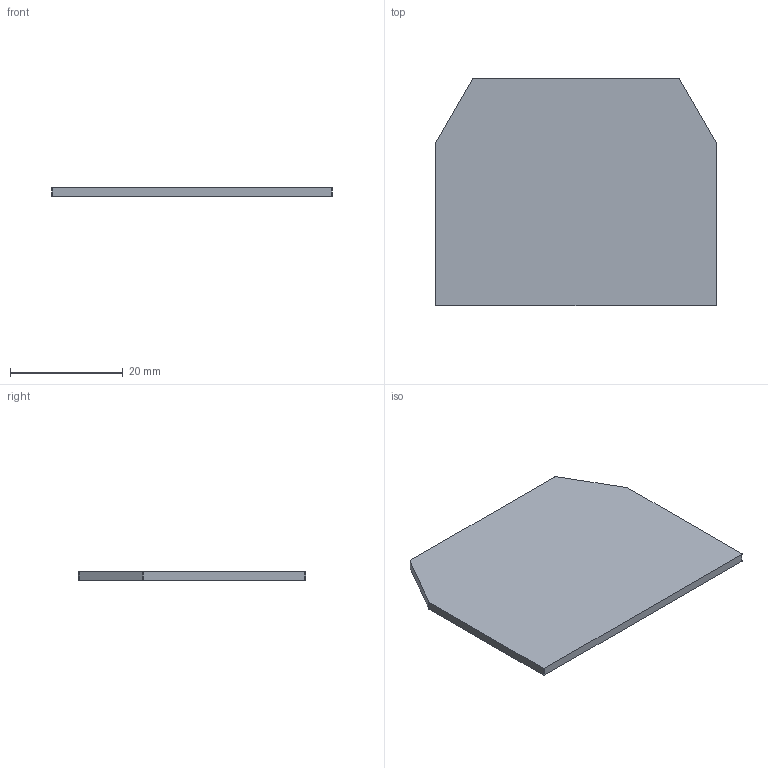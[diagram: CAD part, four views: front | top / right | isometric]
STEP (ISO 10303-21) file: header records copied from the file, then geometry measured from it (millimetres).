
FILE_DESCRIPTION (( 'STEP AP214' ), '1' );
FILE_NAME ('444163_NPP-AVK 16_Yellow.STP', '2013-11-14T13:00:40', ( 'arge' ), ( 'Microsoft' ), 'SwSTEP 2.0', 'SolidWorks 2013', '' );
FILE_SCHEMA (( 'AUTOMOTIVE_DESIGN' ));
Length unit declared in the file: millimetre
Products named in the file (1): 444163_NPP-AVK 16_Yellow
Bounding box: 49.8 x 40.3 x 1.5 mm (x, y, z)
Volume: 2896.2 mm3; surface area: 4116.9 mm2
Topology: 1 solids, 1 shells, 14 faces, 36 edges, 24 vertices
Faces by surface type: plane 8, cylinder 6
Entity records: 466 total; most frequent: DIRECTION 78, CARTESIAN_POINT 75, ORIENTED_EDGE 72, EDGE_CURVE 36, AXIS2_PLACEMENT_3D 27, LINE 24, VECTOR 24, VERTEX_POINT 24
